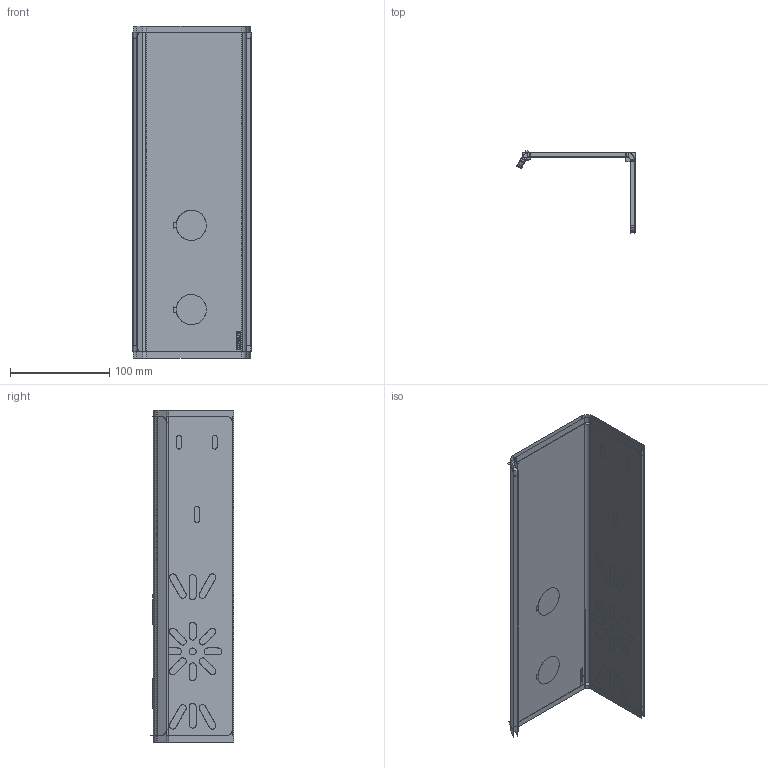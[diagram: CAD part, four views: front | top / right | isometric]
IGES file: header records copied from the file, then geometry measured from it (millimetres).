
Start section:  PTC IGES file: 204679.igs
Global section: file name: 204679.igs; native system: Creo Parametric by PTC Inc.; preprocessor: 2016260; author: pdmadmin; organization: Unknown; date: 20180514.065640; units: millimetre
Bounding box: 119.46 x 84.13 x 335.3 mm (x, y, z)
Volume: 249871.4 mm3; surface area: 703497.2 mm2
Topology: 1 solids, 1 shells, 668 faces, 3322 edges, 4040 vertices
Faces by surface type: bspline 576, revolution 92
